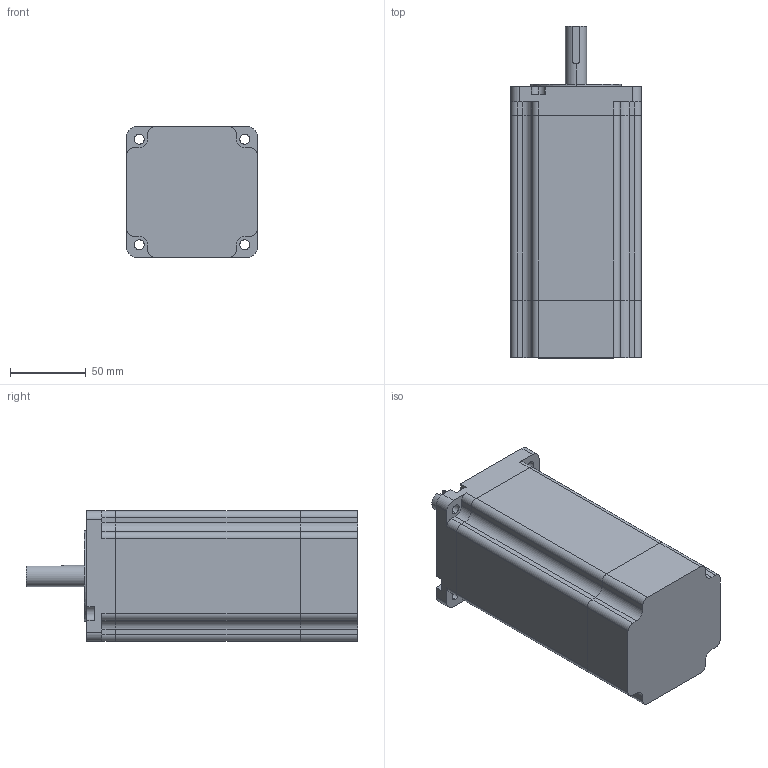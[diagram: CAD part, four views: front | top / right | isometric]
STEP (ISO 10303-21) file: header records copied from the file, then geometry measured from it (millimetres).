
FILE_DESCRIPTION (( 'STEP AP214' ), '1' );
FILE_NAME ('86B10EH.STEP', '2021-08-11T01:20:32', ( '微软用户' ), ( '微软中国' ), 'SwSTEP 2.0', 'SolidWorks 2020', '' );
FILE_SCHEMA (( 'AUTOMOTIVE_DESIGN' ));
Length unit declared in the file: millimetre
Products named in the file (4): 86A8S4傷裔; 86B10EH; 86A8S4隅赽; 86A4S4菁釱
Assembly tree (3 placements, depth 2):
  86B10EH
    86A8S4隅赽
    86A4S4菁釱
    86A8S4傷裔
Bounding box: 86 x 219 x 86 mm (x, y, z)
Volume: 929999.3 mm3; surface area: 123624.2 mm2
Topology: 4 solids, 4 shells, 173 faces, 451 edges, 301 vertices
Faces by surface type: cylinder 95, plane 78
Entity records: 5606 total; most frequent: DIRECTION 993, CARTESIAN_POINT 969, ORIENTED_EDGE 902, EDGE_CURVE 451, AXIS2_PLACEMENT_3D 367, VERTEX_POINT 301, LINE 259, VECTOR 259
